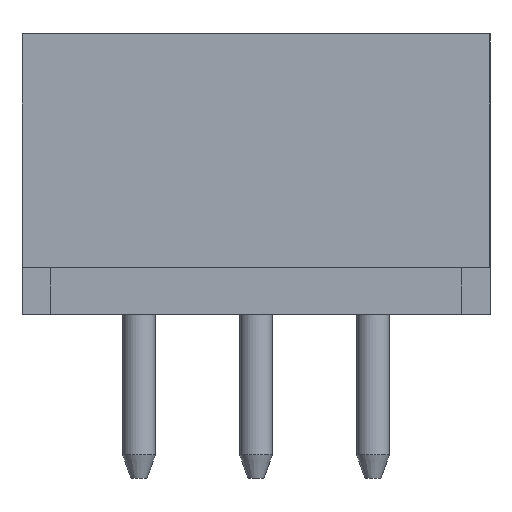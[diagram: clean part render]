
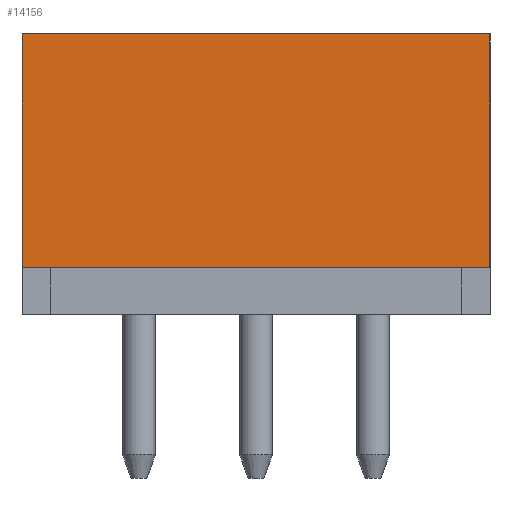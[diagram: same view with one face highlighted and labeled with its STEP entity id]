
A CAD part, front view. The second image highlights one B-rep face of the part: STEP entity #14156.
In plain terms, the highlighted planar face has unit normal (0, -1, 0).
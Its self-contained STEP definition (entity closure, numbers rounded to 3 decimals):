
#818 = CARTESIAN_POINT ( 'NONE',  ( 5., -2.45, 6. ) ) ;
#1274 = DIRECTION ( 'NONE',  ( 1., 0., 0. ) ) ;
#1613 = VERTEX_POINT ( 'NONE', #17437 ) ;
#1829 = CARTESIAN_POINT ( 'NONE',  ( -5., -2.45, 6. ) ) ;
#1846 = EDGE_LOOP ( 'NONE', ( #7874, #11617, #12624, #14400 ) ) ;
#1915 = CARTESIAN_POINT ( 'NONE',  ( -5., -2.45, 1. ) ) ;
#3180 = EDGE_CURVE ( 'NONE', #1613, #11713, #7472, .T. ) ;
#3460 = CARTESIAN_POINT ( 'NONE',  ( -5., -2.45, 6. ) ) ;
#3490 = VECTOR ( 'NONE', #1274, 1000. ) ;
#3665 = VECTOR ( 'NONE', #16667, 1000. ) ;
#5836 = VERTEX_POINT ( 'NONE', #16260 ) ;
#6759 = EDGE_CURVE ( 'NONE', #10570, #5836, #13346, .T. ) ;
#7041 = EDGE_CURVE ( 'NONE', #5836, #11713, #11139, .T. ) ;
#7095 = PLANE ( 'NONE',  #17246 ) ;
#7472 = LINE ( 'NONE', #3460, #7694 ) ;
#7694 = VECTOR ( 'NONE', #15799, 1000. ) ;
#7874 = ORIENTED_EDGE ( 'NONE', *, *, #7041, .F. ) ;
#8367 = LINE ( 'NONE', #9727, #3490 ) ;
#8737 = DIRECTION ( 'NONE',  ( 0., 1., 0. ) ) ;
#9727 = CARTESIAN_POINT ( 'NONE',  ( -5., -2.45, 6. ) ) ;
#10570 = VERTEX_POINT ( 'NONE', #17169 ) ;
#11139 = LINE ( 'NONE', #12225, #3665 ) ;
#11617 = ORIENTED_EDGE ( 'NONE', *, *, #6759, .F. ) ;
#11713 = VERTEX_POINT ( 'NONE', #1915 ) ;
#12225 = CARTESIAN_POINT ( 'NONE',  ( -5., -2.45, 1. ) ) ;
#12350 = FACE_OUTER_BOUND ( 'NONE', #1846, .T. ) ;
#12624 = ORIENTED_EDGE ( 'NONE', *, *, #13517, .F. ) ;
#12703 = DIRECTION ( 'NONE',  ( 0., 0., 1. ) ) ;
#13346 = LINE ( 'NONE', #818, #17834 ) ;
#13517 = EDGE_CURVE ( 'NONE', #1613, #10570, #8367, .T. ) ;
#14156 = ADVANCED_FACE ( 'NONE', ( #12350 ), #7095, .F. ) ;
#14400 = ORIENTED_EDGE ( 'NONE', *, *, #3180, .T. ) ;
#14870 = DIRECTION ( 'NONE',  ( 0., 0., -1. ) ) ;
#15799 = DIRECTION ( 'NONE',  ( 0., 0., -1. ) ) ;
#16260 = CARTESIAN_POINT ( 'NONE',  ( 5., -2.45, 1. ) ) ;
#16667 = DIRECTION ( 'NONE',  ( -1., 0., 0. ) ) ;
#17169 = CARTESIAN_POINT ( 'NONE',  ( 5., -2.45, 6. ) ) ;
#17246 = AXIS2_PLACEMENT_3D ( 'NONE', #1829, #8737, #12703 ) ;
#17437 = CARTESIAN_POINT ( 'NONE',  ( -5., -2.45, 6. ) ) ;
#17834 = VECTOR ( 'NONE', #14870, 1000. ) ;
